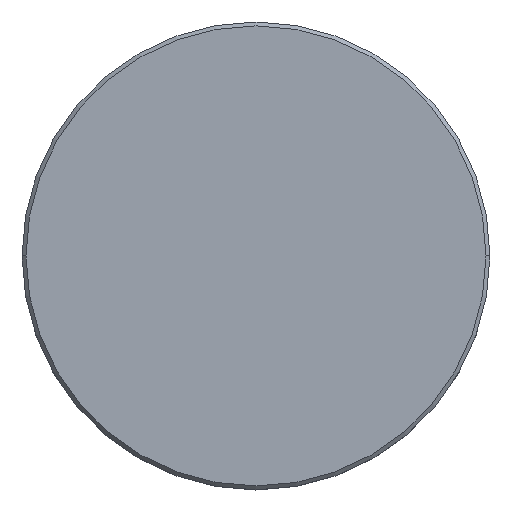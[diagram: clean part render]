
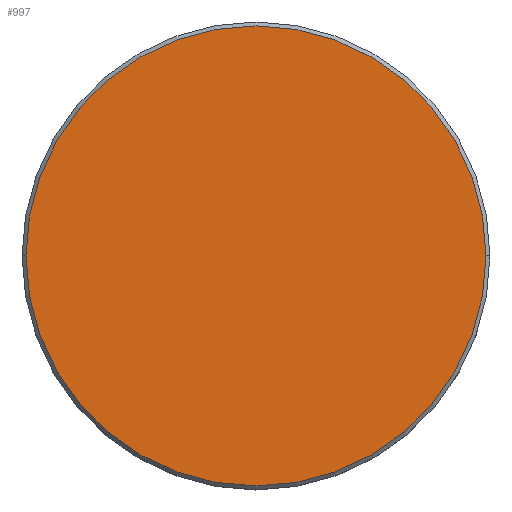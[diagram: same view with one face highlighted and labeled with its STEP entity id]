
A CAD part, top view. The second image highlights one B-rep face of the part: STEP entity #997.
In plain terms, the highlighted planar face has unit normal (0, 0, 1).
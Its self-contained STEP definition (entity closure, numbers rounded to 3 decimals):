
#13 = CARTESIAN_POINT ( 'NONE',  ( 0., 0., 0. ) ) ;
#125 = CARTESIAN_POINT ( 'NONE',  ( 29.5, 0., 0. ) ) ;
#164 = CARTESIAN_POINT ( 'NONE',  ( -29.5, 0., 0. ) ) ;
#186 = AXIS2_PLACEMENT_3D ( 'NONE', #1066, #430, #616 ) ;
#204 = EDGE_CURVE ( 'NONE', #985, #470, #245, .T. ) ;
#220 = AXIS2_PLACEMENT_3D ( 'NONE', #13, #294, #772 ) ;
#245 = CIRCLE ( 'NONE', #186, 29.5 ) ;
#294 = DIRECTION ( 'NONE',  ( 0., 0., 1. ) ) ;
#412 = CIRCLE ( 'NONE', #220, 29.5 ) ;
#430 = DIRECTION ( 'NONE',  ( 0., 0., 1. ) ) ;
#463 = EDGE_CURVE ( 'NONE', #470, #985, #412, .T. ) ;
#470 = VERTEX_POINT ( 'NONE', #125 ) ;
#492 = AXIS2_PLACEMENT_3D ( 'NONE', #524, #1092, #1178 ) ;
#524 = CARTESIAN_POINT ( 'NONE',  ( 0., 0., 0. ) ) ;
#599 = ORIENTED_EDGE ( 'NONE', *, *, #463, .T. ) ;
#616 = DIRECTION ( 'NONE',  ( 1., 0., 0. ) ) ;
#713 = ORIENTED_EDGE ( 'NONE', *, *, #204, .T. ) ;
#772 = DIRECTION ( 'NONE',  ( 1., 0., 0. ) ) ;
#981 = PLANE ( 'NONE',  #492 ) ;
#985 = VERTEX_POINT ( 'NONE', #164 ) ;
#997 = ADVANCED_FACE ( 'NONE', ( #1068 ), #981, .T. ) ;
#1066 = CARTESIAN_POINT ( 'NONE',  ( 0., 0., 0. ) ) ;
#1068 = FACE_OUTER_BOUND ( 'NONE', #1175, .T. ) ;
#1092 = DIRECTION ( 'NONE',  ( 0., 0., 1. ) ) ;
#1175 = EDGE_LOOP ( 'NONE', ( #713, #599 ) ) ;
#1178 = DIRECTION ( 'NONE',  ( 1., 0., 0. ) ) ;
